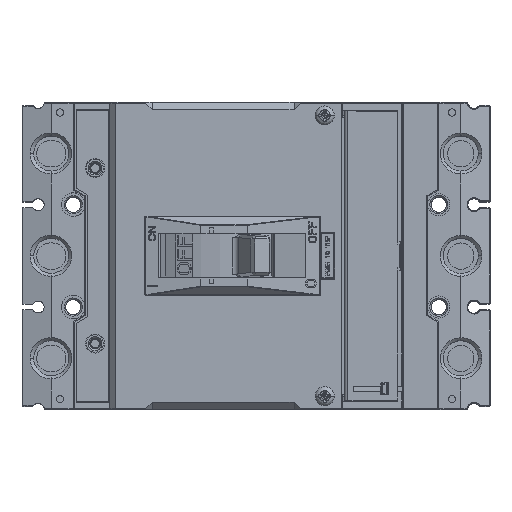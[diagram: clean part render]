
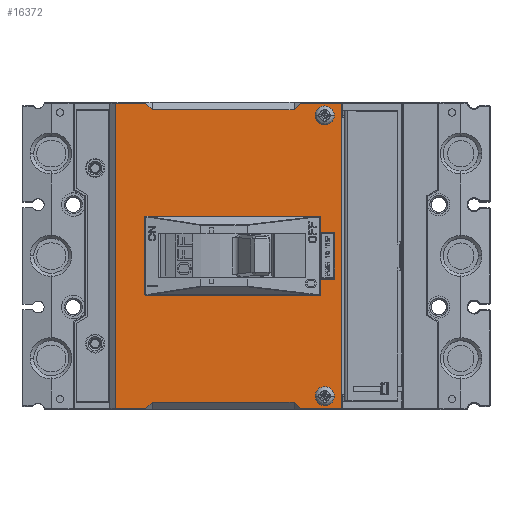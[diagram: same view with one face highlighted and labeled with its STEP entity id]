
A CAD part, top view. The second image highlights one B-rep face of the part: STEP entity #16372.
In plain terms, the highlighted planar face has unit normal (0, 0, 1).
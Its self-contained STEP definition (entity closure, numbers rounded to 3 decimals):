
#1945=CIRCLE('',#49757,0.3);
#1947=CIRCLE('',#49761,0.3);
#1961=CIRCLE('',#49789,0.3);
#1966=CIRCLE('',#49800,0.3);
#1998=CIRCLE('',#49879,3.25);
#2003=CIRCLE('',#49885,3.25);
#2024=CIRCLE('',#49939,3.25);
#2029=CIRCLE('',#49945,3.25);
#2580=FACE_BOUND('',#20609,.T.);
#2581=FACE_BOUND('',#20610,.T.);
#2582=FACE_BOUND('',#20611,.T.);
#2583=FACE_BOUND('',#20612,.T.);
#6651=LINE('',#80355,#12240);
#6704=LINE('',#80497,#12293);
#6710=LINE('',#80519,#12299);
#6714=LINE('',#80528,#12303);
#6723=LINE('',#80556,#12312);
#6724=LINE('',#80557,#12313);
#6809=LINE('',#80738,#12398);
#6914=LINE('',#81481,#12503);
#6915=LINE('',#81488,#12504);
#6918=LINE('',#81494,#12507);
#6922=LINE('',#81502,#12511);
#6923=LINE('',#81509,#12512);
#6926=LINE('',#81521,#12515);
#6930=LINE('',#81529,#12519);
#6931=LINE('',#81536,#12520);
#7009=LINE('',#81840,#12598);
#7011=LINE('',#81868,#12600);
#7013=LINE('',#81896,#12602);
#7014=LINE('',#81898,#12603);
#7015=LINE('',#81899,#12604);
#12240=VECTOR('',#59700,1.);
#12293=VECTOR('',#59797,1.);
#12299=VECTOR('',#59821,1.);
#12303=VECTOR('',#59827,1.);
#12312=VECTOR('',#59856,1.);
#12313=VECTOR('',#59857,1.);
#12398=VECTOR('',#59992,1.);
#12503=VECTOR('',#60339,1.);
#12504=VECTOR('',#60342,1.);
#12507=VECTOR('',#60347,1.);
#12511=VECTOR('',#60353,1.);
#12512=VECTOR('',#60356,1.);
#12515=VECTOR('',#60361,1.);
#12519=VECTOR('',#60367,1.);
#12520=VECTOR('',#60370,1.);
#12598=VECTOR('',#60584,1.);
#12600=VECTOR('',#60590,1.);
#12602=VECTOR('',#60596,1.);
#12603=VECTOR('',#60599,1.);
#12604=VECTOR('',#60600,1.);
#14678=PLANE('',#50028);
#16372=ADVANCED_FACE('',(#2580,#2581,#2582,#2583),#14678,.T.);
#20609=EDGE_LOOP('',(#30335,#30336,#30337,#30338,#30339,#30340,#30341,#30342,
#30343,#30344,#30345,#30346));
#20610=EDGE_LOOP('',(#30347,#30348));
#20611=EDGE_LOOP('',(#30349,#30350));
#20612=EDGE_LOOP('',(#30351,#30352,#30353,#30354,#30355,#30356,#30357,#30358,
#30359,#30360,#30361,#30362));
#30335=ORIENTED_EDGE('',*,*,#44313,.T.);
#30336=ORIENTED_EDGE('',*,*,#44316,.T.);
#30337=ORIENTED_EDGE('',*,*,#44753,.T.);
#30338=ORIENTED_EDGE('',*,*,#44297,.T.);
#30339=ORIENTED_EDGE('',*,*,#44301,.T.);
#30340=ORIENTED_EDGE('',*,*,#44315,.T.);
#30341=ORIENTED_EDGE('',*,*,#44294,.T.);
#30342=ORIENTED_EDGE('',*,*,#44286,.F.);
#30343=ORIENTED_EDGE('',*,*,#44222,.T.);
#30344=ORIENTED_EDGE('',*,*,#44219,.F.);
#30345=ORIENTED_EDGE('',*,*,#44215,.T.);
#30346=ORIENTED_EDGE('',*,*,#44413,.T.);
#30347=ORIENTED_EDGE('',*,*,#44505,.F.);
#30348=ORIENTED_EDGE('',*,*,#44512,.F.);
#30349=ORIENTED_EDGE('',*,*,#44606,.F.);
#30350=ORIENTED_EDGE('',*,*,#44612,.F.);
#30351=ORIENTED_EDGE('',*,*,#44749,.F.);
#30352=ORIENTED_EDGE('',*,*,#44746,.F.);
#30353=ORIENTED_EDGE('',*,*,#44624,.F.);
#30354=ORIENTED_EDGE('',*,*,#44620,.F.);
#30355=ORIENTED_EDGE('',*,*,#44617,.T.);
#30356=ORIENTED_EDGE('',*,*,#44615,.F.);
#30357=ORIENTED_EDGE('',*,*,#44754,.F.);
#30358=ORIENTED_EDGE('',*,*,#44636,.T.);
#30359=ORIENTED_EDGE('',*,*,#44634,.F.);
#30360=ORIENTED_EDGE('',*,*,#44630,.T.);
#30361=ORIENTED_EDGE('',*,*,#44626,.T.);
#30362=ORIENTED_EDGE('',*,*,#44752,.F.);
#36777=VERTEX_POINT('',#80347);
#36778=VERTEX_POINT('',#80348);
#36781=VERTEX_POINT('',#80356);
#36783=VERTEX_POINT('',#80362);
#36830=VERTEX_POINT('',#80498);
#36834=VERTEX_POINT('',#80513);
#36835=VERTEX_POINT('',#80517);
#36837=VERTEX_POINT('',#80520);
#36839=VERTEX_POINT('',#80526);
#36841=VERTEX_POINT('',#80532);
#36848=VERTEX_POINT('',#80551);
#36849=VERTEX_POINT('',#80553);
#36966=VERTEX_POINT('',#81038);
#36968=VERTEX_POINT('',#81041);
#37021=VERTEX_POINT('',#81419);
#37023=VERTEX_POINT('',#81422);
#37027=VERTEX_POINT('',#81480);
#37028=VERTEX_POINT('',#81482);
#37029=VERTEX_POINT('',#81489);
#37031=VERTEX_POINT('',#81495);
#37034=VERTEX_POINT('',#81503);
#37035=VERTEX_POINT('',#81510);
#37036=VERTEX_POINT('',#81511);
#37039=VERTEX_POINT('',#81522);
#37042=VERTEX_POINT('',#81530);
#37043=VERTEX_POINT('',#81537);
#37107=VERTEX_POINT('',#81841);
#37108=VERTEX_POINT('',#81869);
#44215=EDGE_CURVE('',#36777,#36778,#1945,.T.);
#44219=EDGE_CURVE('',#36777,#36781,#6651,.T.);
#44222=EDGE_CURVE('',#36783,#36781,#1947,.T.);
#44286=EDGE_CURVE('',#36783,#36830,#6704,.T.);
#44294=EDGE_CURVE('',#36834,#36830,#1961,.T.);
#44297=EDGE_CURVE('',#36837,#36835,#6710,.T.);
#44301=EDGE_CURVE('',#36835,#36839,#6714,.T.);
#44313=EDGE_CURVE('',#36849,#36848,#1966,.T.);
#44315=EDGE_CURVE('',#36839,#36834,#6723,.T.);
#44316=EDGE_CURVE('',#36848,#36841,#6724,.T.);
#44413=EDGE_CURVE('',#36778,#36849,#6809,.T.);
#44505=EDGE_CURVE('',#36966,#36968,#1998,.T.);
#44512=EDGE_CURVE('',#36968,#36966,#2003,.T.);
#44606=EDGE_CURVE('',#37021,#37023,#2024,.T.);
#44612=EDGE_CURVE('',#37023,#37021,#2029,.T.);
#44615=EDGE_CURVE('',#37027,#37028,#6914,.T.);
#44617=EDGE_CURVE('',#37029,#37028,#6915,.T.);
#44620=EDGE_CURVE('',#37029,#37031,#6918,.T.);
#44624=EDGE_CURVE('',#37031,#37034,#6922,.T.);
#44626=EDGE_CURVE('',#37035,#37036,#6923,.T.);
#44630=EDGE_CURVE('',#37039,#37035,#6926,.T.);
#44634=EDGE_CURVE('',#37039,#37042,#6930,.T.);
#44636=EDGE_CURVE('',#37043,#37042,#6931,.T.);
#44746=EDGE_CURVE('',#37034,#37107,#7009,.T.);
#44749=EDGE_CURVE('',#37107,#37108,#7011,.T.);
#44752=EDGE_CURVE('',#37108,#37036,#7013,.T.);
#44753=EDGE_CURVE('',#36841,#36837,#7014,.T.);
#44754=EDGE_CURVE('',#37043,#37027,#7015,.T.);
#49757=AXIS2_PLACEMENT_3D('',#80346,#59692,#59693);
#49761=AXIS2_PLACEMENT_3D('',#80361,#59705,#59706);
#49789=AXIS2_PLACEMENT_3D('',#80512,#59815,#59816);
#49800=AXIS2_PLACEMENT_3D('',#80552,#59851,#59852);
#49879=AXIS2_PLACEMENT_3D('',#81040,#60147,#60148);
#49885=AXIS2_PLACEMENT_3D('',#81111,#60160,#60161);
#49939=AXIS2_PLACEMENT_3D('',#81421,#60319,#60320);
#49945=AXIS2_PLACEMENT_3D('',#81474,#60332,#60333);
#50028=AXIS2_PLACEMENT_3D('',#81900,#60601,#60602);
#59692=DIRECTION('',(0.,0.,-1.));
#59693=DIRECTION('',(-1.,0.,0.));
#59700=DIRECTION('',(0.,-1.,0.));
#59705=DIRECTION('',(0.,0.,-1.));
#59706=DIRECTION('',(0.,-1.,0.));
#59797=DIRECTION('',(1.,0.,0.));
#59815=DIRECTION('',(0.,0.,-1.));
#59816=DIRECTION('',(1.,0.,0.));
#59821=DIRECTION('',(0.,-1.,0.));
#59827=DIRECTION('',(-1.,0.,0.));
#59851=DIRECTION('',(0.,0.,-1.));
#59852=DIRECTION('',(0.,1.,0.));
#59856=DIRECTION('',(0.,-1.,0.));
#59857=DIRECTION('',(0.,-1.,0.));
#59992=DIRECTION('',(1.,0.,0.));
#60147=DIRECTION('',(0.,0.,1.));
#60148=DIRECTION('',(1.,0.,0.));
#60160=DIRECTION('',(0.,0.,1.));
#60161=DIRECTION('',(-1.,0.,0.));
#60319=DIRECTION('',(0.,0.,1.));
#60320=DIRECTION('',(1.,0.,0.));
#60332=DIRECTION('',(0.,0.,1.));
#60333=DIRECTION('',(-1.,0.,0.));
#60339=DIRECTION('',(-1.,0.,0.));
#60342=DIRECTION('',(0.707,-0.707,0.));
#60347=DIRECTION('',(-1.,0.,0.));
#60353=DIRECTION('',(-0.707,-0.707,0.));
#60356=DIRECTION('',(-0.707,0.707,0.));
#60361=DIRECTION('',(-1.,0.,0.));
#60367=DIRECTION('',(0.707,0.707,0.));
#60370=DIRECTION('',(-1.,0.,0.));
#60584=DIRECTION('',(-1.,0.,0.));
#60590=DIRECTION('',(0.,1.,0.));
#60596=DIRECTION('',(1.,0.,0.));
#60599=DIRECTION('',(1.,0.,0.));
#60600=DIRECTION('',(0.,-1.,0.));
#60601=DIRECTION('',(0.,0.,1.));
#60602=DIRECTION('',(-1.,0.,0.));
#80346=CARTESIAN_POINT('',(-25.7,-10.8,84.5));
#80347=CARTESIAN_POINT('',(-26.,-10.8,84.5));
#80348=CARTESIAN_POINT('',(-25.7,-10.5,84.5));
#80355=CARTESIAN_POINT('',(-26.,-10.8,84.5));
#80356=CARTESIAN_POINT('',(-26.,-37.2,84.5));
#80361=CARTESIAN_POINT('',(-25.7,-37.2,84.5));
#80362=CARTESIAN_POINT('',(-25.7,-37.5,84.5));
#80497=CARTESIAN_POINT('',(-25.7,-37.5,84.5));
#80498=CARTESIAN_POINT('',(33.7,-37.5,84.5));
#80512=CARTESIAN_POINT('',(33.7,-37.2,84.5));
#80513=CARTESIAN_POINT('',(34.,-37.2,84.5));
#80517=CARTESIAN_POINT('',(39.,-32.,84.5));
#80519=CARTESIAN_POINT('',(39.,-16.,84.5));
#80520=CARTESIAN_POINT('',(39.,-16.,84.5));
#80526=CARTESIAN_POINT('',(34.,-32.,84.5));
#80528=CARTESIAN_POINT('',(39.,-32.,84.5));
#80532=CARTESIAN_POINT('',(34.,-16.,84.5));
#80551=CARTESIAN_POINT('',(34.,-10.8,84.5));
#80552=CARTESIAN_POINT('',(33.7,-10.8,84.5));
#80553=CARTESIAN_POINT('',(33.7,-10.5,84.5));
#80556=CARTESIAN_POINT('',(34.,-32.,84.5));
#80557=CARTESIAN_POINT('',(34.,-10.8,84.5));
#80738=CARTESIAN_POINT('',(-25.7,-10.5,84.5));
#81038=CARTESIAN_POINT('',(38.75,-72.,84.5));
#81040=CARTESIAN_POINT('',(35.5,-72.,84.5));
#81041=CARTESIAN_POINT('',(32.25,-72.,84.5));
#81111=CARTESIAN_POINT('',(35.5,-72.,84.5));
#81419=CARTESIAN_POINT('',(38.75,24.,84.5));
#81421=CARTESIAN_POINT('',(35.5,24.,84.5));
#81422=CARTESIAN_POINT('',(32.25,24.,84.5));
#81474=CARTESIAN_POINT('',(35.5,24.,84.5));
#81480=CARTESIAN_POINT('',(41.3,-76.2,84.5));
#81481=CARTESIAN_POINT('',(41.3,-76.2,84.5));
#81482=CARTESIAN_POINT('',(27.2,-76.2,84.5));
#81488=CARTESIAN_POINT('',(25.,-74.,84.5));
#81489=CARTESIAN_POINT('',(25.,-74.,84.5));
#81494=CARTESIAN_POINT('',(25.,-74.,84.5));
#81495=CARTESIAN_POINT('',(-23.5,-74.,84.5));
#81502=CARTESIAN_POINT('',(-23.5,-74.,84.5));
#81503=CARTESIAN_POINT('',(-25.7,-76.2,84.5));
#81509=CARTESIAN_POINT('',(-23.5,26.,84.5));
#81510=CARTESIAN_POINT('',(-23.5,26.,84.5));
#81511=CARTESIAN_POINT('',(-25.7,28.2,84.5));
#81521=CARTESIAN_POINT('',(25.,26.,84.5));
#81522=CARTESIAN_POINT('',(25.,26.,84.5));
#81529=CARTESIAN_POINT('',(25.,26.,84.5));
#81530=CARTESIAN_POINT('',(27.2,28.2,84.5));
#81536=CARTESIAN_POINT('',(41.3,28.2,84.5));
#81537=CARTESIAN_POINT('',(41.3,28.2,84.5));
#81840=CARTESIAN_POINT('',(-25.7,-76.2,84.5));
#81841=CARTESIAN_POINT('',(-36.,-76.2,84.5));
#81868=CARTESIAN_POINT('',(-36.,-76.2,84.5));
#81869=CARTESIAN_POINT('',(-36.,28.2,84.5));
#81896=CARTESIAN_POINT('',(-36.,28.2,84.5));
#81898=CARTESIAN_POINT('',(34.,-16.,84.5));
#81899=CARTESIAN_POINT('',(41.3,28.2,84.5));
#81900=CARTESIAN_POINT('',(40.,28.5,84.5));
